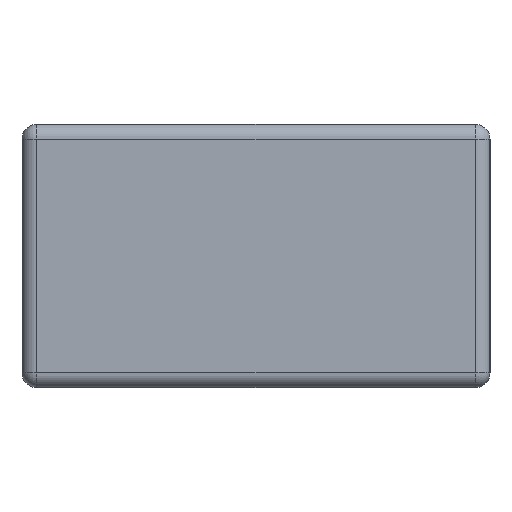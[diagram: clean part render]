
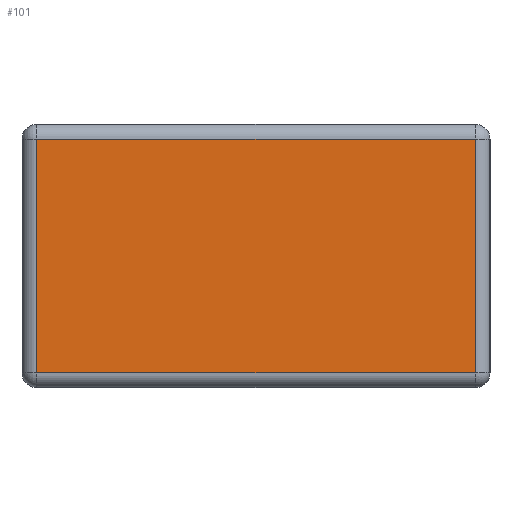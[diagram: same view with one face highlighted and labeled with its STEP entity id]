
A CAD part, left-side view. The second image highlights one B-rep face of the part: STEP entity #101.
In plain terms, the highlighted planar face has unit normal (-1, 0, 0).
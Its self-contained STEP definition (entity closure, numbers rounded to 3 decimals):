
#76 = ORIENTED_EDGE ( 'NONE', *, *, #3570, .T. ) ;
#101 = ADVANCED_FACE ( 'NONE', ( #3131 ), #1282, .T. ) ;
#216 = EDGE_CURVE ( 'NONE', #2219, #2814, #3253, .T. ) ;
#234 = CARTESIAN_POINT ( 'NONE',  ( -1.6, -0.75, 0.85 ) ) ;
#464 = DIRECTION ( 'NONE',  ( -1., 0., 0. ) ) ;
#772 = VECTOR ( 'NONE', #1886, 1000. ) ;
#789 = CARTESIAN_POINT ( 'NONE',  ( -1.6, -0.8, 0.05 ) ) ;
#876 = CARTESIAN_POINT ( 'NONE',  ( -1.6, -0.75, 0.05 ) ) ;
#1111 = LINE ( 'NONE', #1651, #2572 ) ;
#1128 = ORIENTED_EDGE ( 'NONE', *, *, #2715, .T. ) ;
#1140 = CARTESIAN_POINT ( 'NONE',  ( -1.6, -0.75, 0.9 ) ) ;
#1158 = LINE ( 'NONE', #1140, #1506 ) ;
#1202 = ORIENTED_EDGE ( 'NONE', *, *, #216, .T. ) ;
#1282 = PLANE ( 'NONE',  #1452 ) ;
#1452 = AXIS2_PLACEMENT_3D ( 'NONE', #2420, #464, #1810 ) ;
#1506 = VECTOR ( 'NONE', #3341, 1000. ) ;
#1602 = CARTESIAN_POINT ( 'NONE',  ( -1.6, 0.75, 0.85 ) ) ;
#1651 = CARTESIAN_POINT ( 'NONE',  ( -1.6, 0., 0.85 ) ) ;
#1810 = DIRECTION ( 'NONE',  ( 0., 0., 1. ) ) ;
#1886 = DIRECTION ( 'NONE',  ( 0., -1., 0. ) ) ;
#2089 = DIRECTION ( 'NONE',  ( 0., 0., -1. ) ) ;
#2136 = VERTEX_POINT ( 'NONE', #234 ) ;
#2199 = DIRECTION ( 'NONE',  ( 0., 1., 0. ) ) ;
#2219 = VERTEX_POINT ( 'NONE', #3409 ) ;
#2420 = CARTESIAN_POINT ( 'NONE',  ( -1.6, 0., 0.9 ) ) ;
#2572 = VECTOR ( 'NONE', #2199, 1000. ) ;
#2623 = EDGE_CURVE ( 'NONE', #3512, #2219, #3490, .T. ) ;
#2689 = CARTESIAN_POINT ( 'NONE',  ( -1.6, 0.75, 0. ) ) ;
#2715 = EDGE_CURVE ( 'NONE', #2136, #3512, #1111, .T. ) ;
#2738 = ORIENTED_EDGE ( 'NONE', *, *, #2623, .T. ) ;
#2814 = VERTEX_POINT ( 'NONE', #876 ) ;
#2816 = VECTOR ( 'NONE', #2089, 1000. ) ;
#3131 = FACE_OUTER_BOUND ( 'NONE', #3471, .T. ) ;
#3253 = LINE ( 'NONE', #789, #772 ) ;
#3341 = DIRECTION ( 'NONE',  ( 0., 0., 1. ) ) ;
#3409 = CARTESIAN_POINT ( 'NONE',  ( -1.6, 0.75, 0.05 ) ) ;
#3471 = EDGE_LOOP ( 'NONE', ( #1128, #2738, #1202, #76 ) ) ;
#3490 = LINE ( 'NONE', #2689, #2816 ) ;
#3512 = VERTEX_POINT ( 'NONE', #1602 ) ;
#3570 = EDGE_CURVE ( 'NONE', #2814, #2136, #1158, .T. ) ;
